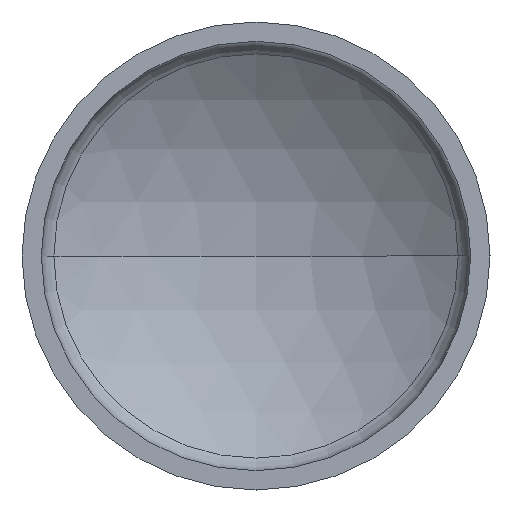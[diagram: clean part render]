
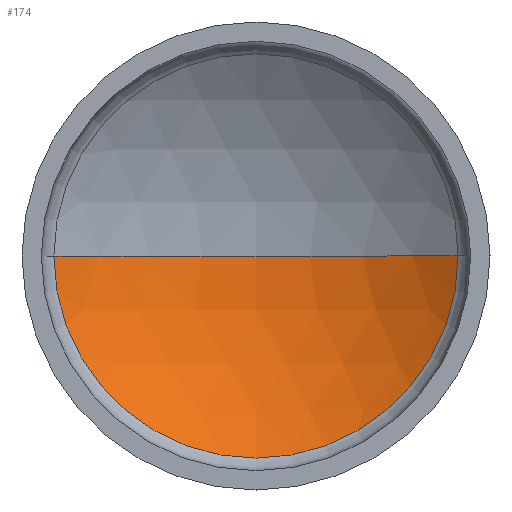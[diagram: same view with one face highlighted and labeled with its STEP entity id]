
A CAD part, front view. The second image highlights one B-rep face of the part: STEP entity #174.
In plain terms, the highlighted spherical face has radius 34.64 mm.
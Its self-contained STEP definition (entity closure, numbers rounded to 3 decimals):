
#18 = DIRECTION ( 'NONE',  ( 0., 1., 0. ) ) ;
#26 = EDGE_CURVE ( 'NONE', #213, #176, #61, .T. ) ;
#61 = CIRCLE ( 'NONE', #298, 34.64 ) ;
#64 = DIRECTION ( 'NONE',  ( 0., 0., -1. ) ) ;
#65 = DIRECTION ( 'NONE',  ( 0., 0., 1. ) ) ;
#67 = FACE_OUTER_BOUND ( 'NONE', #400, .T. ) ;
#95 = AXIS2_PLACEMENT_3D ( 'NONE', #199, #65, #283 ) ;
#104 = AXIS2_PLACEMENT_3D ( 'NONE', #224, #64, #127 ) ;
#109 = CARTESIAN_POINT ( 'NONE',  ( 20.859, 3.016, 0. ) ) ;
#122 = VERTEX_POINT ( 'NONE', #317 ) ;
#127 = DIRECTION ( 'NONE',  ( -1., 0., 0. ) ) ;
#137 = CIRCLE ( 'NONE', #168, 20.859 ) ;
#157 = CARTESIAN_POINT ( 'NONE',  ( 0., 10., 0. ) ) ;
#168 = AXIS2_PLACEMENT_3D ( 'NONE', #399, #18, #397 ) ;
#174 = ADVANCED_FACE ( 'NONE', ( #67 ), #377, .F. ) ;
#176 = VERTEX_POINT ( 'NONE', #157 ) ;
#188 = EDGE_CURVE ( 'NONE', #122, #176, #395, .T. ) ;
#191 = DIRECTION ( 'NONE',  ( 0., 0., 1. ) ) ;
#199 = CARTESIAN_POINT ( 'NONE',  ( 0., -24.64, 0. ) ) ;
#213 = VERTEX_POINT ( 'NONE', #109 ) ;
#224 = CARTESIAN_POINT ( 'NONE',  ( 0., -24.64, 0. ) ) ;
#279 = ORIENTED_EDGE ( 'NONE', *, *, #26, .T. ) ;
#283 = DIRECTION ( 'NONE',  ( -1., 0., 0. ) ) ;
#298 = AXIS2_PLACEMENT_3D ( 'NONE', #308, #191, #341 ) ;
#308 = CARTESIAN_POINT ( 'NONE',  ( 0., -24.64, 0. ) ) ;
#317 = CARTESIAN_POINT ( 'NONE',  ( -20.859, 3.016, 0. ) ) ;
#327 = ORIENTED_EDGE ( 'NONE', *, *, #385, .F. ) ;
#341 = DIRECTION ( 'NONE',  ( 1., 0., 0. ) ) ;
#363 = ORIENTED_EDGE ( 'NONE', *, *, #188, .F. ) ;
#377 = SPHERICAL_SURFACE ( 'NONE', #95, 34.64 ) ;
#385 = EDGE_CURVE ( 'NONE', #213, #122, #137, .T. ) ;
#395 = CIRCLE ( 'NONE', #104, 34.64 ) ;
#397 = DIRECTION ( 'NONE',  ( -1., 0., 0. ) ) ;
#399 = CARTESIAN_POINT ( 'NONE',  ( 0., 3.016, 0. ) ) ;
#400 = EDGE_LOOP ( 'NONE', ( #327, #279, #363 ) ) ;
